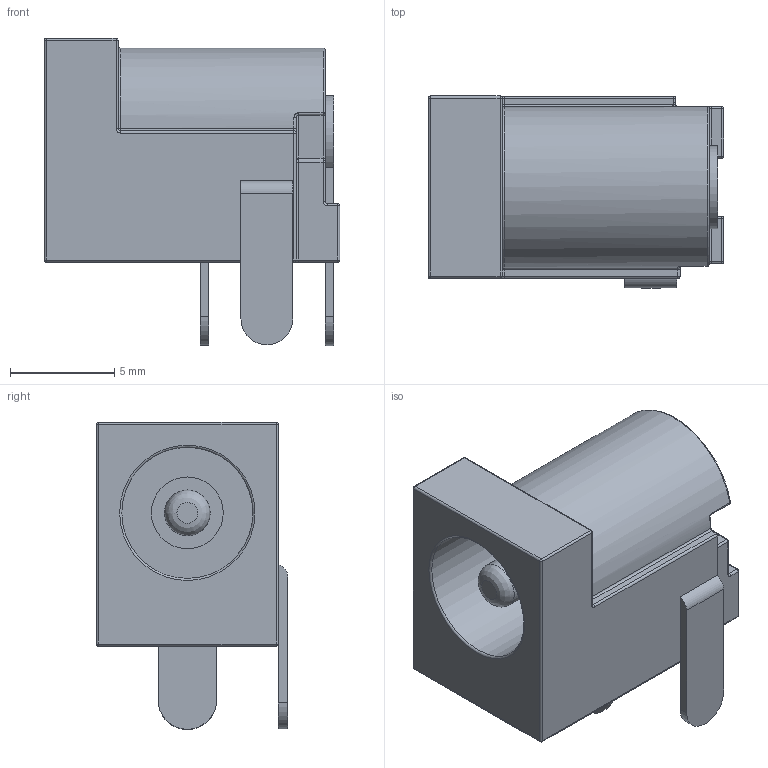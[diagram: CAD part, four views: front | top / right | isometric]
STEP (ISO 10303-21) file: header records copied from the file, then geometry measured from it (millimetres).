
FILE_DESCRIPTION(/* description */ (''),/* implementation_level */ '2;1');
FILE_NAME(/* name */ '2.1mm_DC_Power_Socket.step',/* time_stamp */ '2014-11-18T16:01:03+01:00',/* author */ ('emifre'),/* organization */ (''),/* preprocessor_version */ 'ST-DEVELOPER v15.6',/* originating_system */ 'Autodesk Inventor 2015',/* authorisation */ '');
FILE_SCHEMA (('AUTOMOTIVE_DESIGN { 1 0 10303 214 3 1 1 }'));
Length unit declared in the file: millimetre
Products named in the file (6): 2.1mm DC Power Socket Housing; 2.1mm DC Power Socket Pin; Terminal 1; Terminal 2; Terminal 3; 2.1mm_DC_Power_Socket
Assembly tree (5 placements, depth 2):
  2.1mm_DC_Power_Socket
    2.1mm DC Power Socket Housing
    2.1mm DC Power Socket Pin
    Terminal 1
    Terminal 2
    Terminal 3
Bounding box: 14.2 x 9.2 x 14.76 mm (x, y, z)
Volume: 886.6 mm3; surface area: 1088.7 mm2
Topology: 5 solids, 5 shells, 158 faces, 331 edges, 185 vertices
Faces by surface type: cylinder 68, plane 39, sphere 23, torus 18, bspline 10
Full cylindrical faces by diameter (mm): 1.8 x1, 2.2 x1, 3.45 x1, 6.3 x1
Entity records: 4589 total; most frequent: CARTESIAN_POINT 1084, DIRECTION 791, ORIENTED_EDGE 650, EDGE_CURVE 325, AXIS2_PLACEMENT_3D 324, VERTEX_POINT 184, EDGE_LOOP 167, CIRCLE 163
